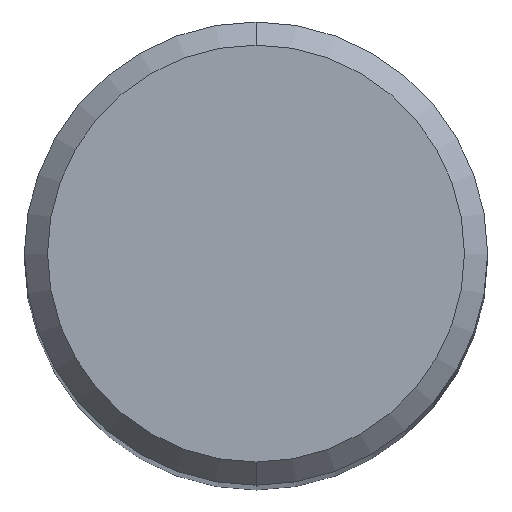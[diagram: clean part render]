
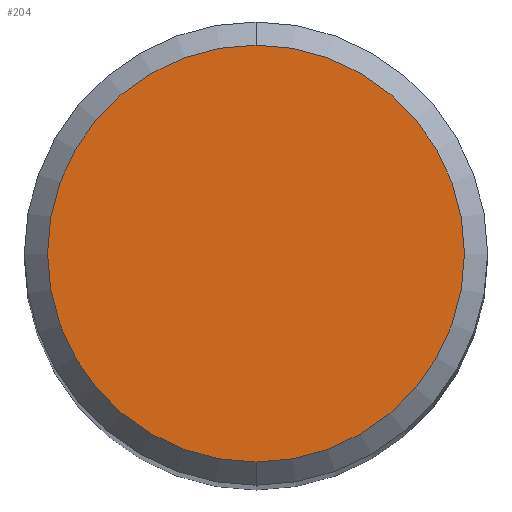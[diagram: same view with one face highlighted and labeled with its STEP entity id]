
A CAD part, top view. The second image highlights one B-rep face of the part: STEP entity #204.
In plain terms, the highlighted planar face has unit normal (0, 0, 1).
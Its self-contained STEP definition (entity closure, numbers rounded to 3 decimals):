
#204=ADVANCED_FACE('',(#506),#507,.T.);
#214=VERTEX_POINT('',#518);
#318=EDGE_CURVE('',#354,#214,#634,.T.);
#354=VERTEX_POINT('',#676);
#358=EDGE_CURVE('',#214,#354,#680,.T.);
#506=FACE_OUTER_BOUND('',#857,.T.);
#507=PLANE('',#858);
#518=CARTESIAN_POINT('',(0.,-5.4,0.0));
#634=CIRCLE('',#1086,5.4);
#676=CARTESIAN_POINT('',(0.0,5.4,0.0));
#680=CIRCLE('',#1199,5.4);
#857=EDGE_LOOP('',(#1514,#1515));
#858=AXIS2_PLACEMENT_3D('',#1516,#1517,#1518);
#1086=AXIS2_PLACEMENT_3D('',#1670,#1671,#1672);
#1199=AXIS2_PLACEMENT_3D('',#1716,#1717,#1718);
#1514=ORIENTED_EDGE('',*,*,#318,.F.);
#1515=ORIENTED_EDGE('',*,*,#358,.F.);
#1516=CARTESIAN_POINT('',(0.0,2.7,0.0));
#1517=DIRECTION('',(-0.0,0.0,1.0));
#1518=DIRECTION('',(0.0,-1.0,0.0));
#1670=CARTESIAN_POINT('',(0.0,0.0,0.0));
#1671=DIRECTION('',(0.0,0.0,-1.0));
#1672=DIRECTION('',(0.0,1.0,0.0));
#1716=CARTESIAN_POINT('',(0.0,0.0,0.0));
#1717=DIRECTION('',(0.0,0.0,-1.0));
#1718=DIRECTION('',(0.0,1.0,0.0));
